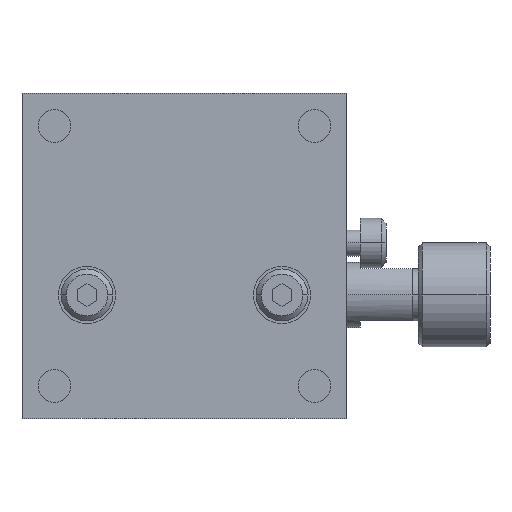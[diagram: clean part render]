
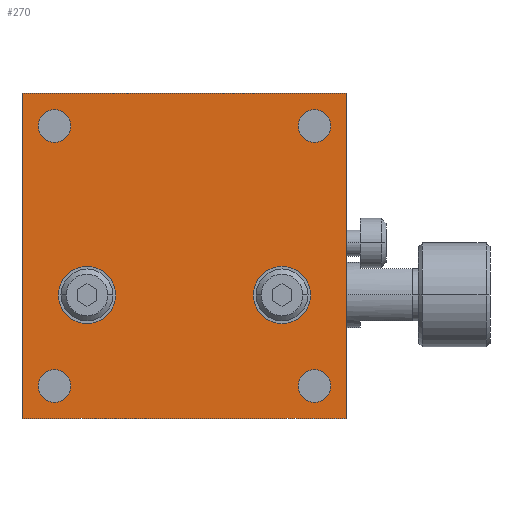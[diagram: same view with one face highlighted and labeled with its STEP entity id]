
A CAD part, front view. The second image highlights one B-rep face of the part: STEP entity #270.
In plain terms, the highlighted planar face has unit normal (0, -1, 0).
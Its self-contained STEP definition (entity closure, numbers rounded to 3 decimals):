
#270 = ADVANCED_FACE( '', ( #620, #621, #622, #623, #624, #625, #626 ), #627, .F. );
#620 = FACE_BOUND( '', #1127, .T. );
#621 = FACE_BOUND( '', #1128, .T. );
#622 = FACE_BOUND( '', #1129, .T. );
#623 = FACE_BOUND( '', #1130, .T. );
#624 = FACE_BOUND( '', #1131, .T. );
#625 = FACE_BOUND( '', #1132, .T. );
#626 = FACE_OUTER_BOUND( '', #1133, .T. );
#627 = PLANE( '', #1134 );
#1127 = EDGE_LOOP( '', ( #2194, #2195 ) );
#1128 = EDGE_LOOP( '', ( #2196, #2197 ) );
#1129 = EDGE_LOOP( '', ( #2198, #2199 ) );
#1130 = EDGE_LOOP( '', ( #2200, #2201 ) );
#1131 = EDGE_LOOP( '', ( #2202, #2203 ) );
#1132 = EDGE_LOOP( '', ( #2204, #2205 ) );
#1133 = EDGE_LOOP( '', ( #2206, #2207, #2208, #2209 ) );
#1134 = AXIS2_PLACEMENT_3D( '', #2210, #2211, #2212 );
#2194 = ORIENTED_EDGE( '', *, *, #3336, .T. );
#2195 = ORIENTED_EDGE( '', *, *, #3286, .T. );
#2196 = ORIENTED_EDGE( '', *, *, #3341, .T. );
#2197 = ORIENTED_EDGE( '', *, *, #3275, .T. );
#2198 = ORIENTED_EDGE( '', *, *, #3255, .T. );
#2199 = ORIENTED_EDGE( '', *, *, #3451, .T. );
#2200 = ORIENTED_EDGE( '', *, *, #3247, .T. );
#2201 = ORIENTED_EDGE( '', *, *, #3454, .T. );
#2202 = ORIENTED_EDGE( '', *, *, #3239, .T. );
#2203 = ORIENTED_EDGE( '', *, *, #3457, .T. );
#2204 = ORIENTED_EDGE( '', *, *, #3231, .T. );
#2205 = ORIENTED_EDGE( '', *, *, #3460, .T. );
#2206 = ORIENTED_EDGE( '', *, *, #3470, .F. );
#2207 = ORIENTED_EDGE( '', *, *, #3464, .F. );
#2208 = ORIENTED_EDGE( '', *, *, #3467, .F. );
#2209 = ORIENTED_EDGE( '', *, *, #3469, .F. );
#2210 = CARTESIAN_POINT( '', ( 0., 0., 0. ) );
#2211 = DIRECTION( '', ( 0., 1., 0. ) );
#2212 = DIRECTION( '', ( 0., 0., 1. ) );
#3231 = EDGE_CURVE( '', #3786, #3790, #3792, .T. );
#3239 = EDGE_CURVE( '', #3802, #3806, #3808, .T. );
#3247 = EDGE_CURVE( '', #3818, #3822, #3824, .T. );
#3255 = EDGE_CURVE( '', #3834, #3838, #3840, .T. );
#3275 = EDGE_CURVE( '', #3878, #3875, #3879, .T. );
#3286 = EDGE_CURVE( '', #3899, #3896, #3900, .T. );
#3336 = EDGE_CURVE( '', #3896, #3899, #3981, .T. );
#3341 = EDGE_CURVE( '', #3875, #3878, #3986, .T. );
#3451 = EDGE_CURVE( '', #3838, #3834, #4162, .T. );
#3454 = EDGE_CURVE( '', #3822, #3818, #4165, .T. );
#3457 = EDGE_CURVE( '', #3806, #3802, #4168, .T. );
#3460 = EDGE_CURVE( '', #3790, #3786, #4171, .T. );
#3464 = EDGE_CURVE( '', #4174, #4176, #4177, .T. );
#3467 = EDGE_CURVE( '', #4179, #4174, #4181, .T. );
#3469 = EDGE_CURVE( '', #4182, #4179, #4184, .T. );
#3470 = EDGE_CURVE( '', #4176, #4182, #4185, .T. );
#3786 = VERTEX_POINT( '', #4698 );
#3790 = VERTEX_POINT( '', #4703 );
#3792 = CIRCLE( '', #4706, 1.25 );
#3802 = VERTEX_POINT( '', #4718 );
#3806 = VERTEX_POINT( '', #4723 );
#3808 = CIRCLE( '', #4726, 1.25 );
#3818 = VERTEX_POINT( '', #4738 );
#3822 = VERTEX_POINT( '', #4743 );
#3824 = CIRCLE( '', #4746, 1.25 );
#3834 = VERTEX_POINT( '', #4758 );
#3838 = VERTEX_POINT( '', #4763 );
#3840 = CIRCLE( '', #4766, 1.25 );
#3875 = VERTEX_POINT( '', #4811 );
#3878 = VERTEX_POINT( '', #4815 );
#3879 = CIRCLE( '', #4816, 2.2 );
#3896 = VERTEX_POINT( '', #4838 );
#3899 = VERTEX_POINT( '', #4842 );
#3900 = CIRCLE( '', #4843, 2.2 );
#3981 = CIRCLE( '', #4965, 2.2 );
#3986 = CIRCLE( '', #4970, 2.2 );
#4162 = CIRCLE( '', #5243, 1.25 );
#4165 = CIRCLE( '', #5246, 1.25 );
#4168 = CIRCLE( '', #5249, 1.25 );
#4171 = CIRCLE( '', #5252, 1.25 );
#4174 = VERTEX_POINT( '', #5255 );
#4176 = VERTEX_POINT( '', #5258 );
#4177 = LINE( '', #5259, #5260 );
#4179 = VERTEX_POINT( '', #5263 );
#4181 = LINE( '', #5266, #5267 );
#4182 = VERTEX_POINT( '', #5268 );
#4184 = LINE( '', #5271, #5272 );
#4185 = LINE( '', #5273, #5274 );
#4698 = CARTESIAN_POINT( '', ( 10., 0., 8.75 ) );
#4703 = CARTESIAN_POINT( '', ( 10., 0., 11.25 ) );
#4706 = AXIS2_PLACEMENT_3D( '', #5994, #5995, #5996 );
#4718 = CARTESIAN_POINT( '', ( -10., 0., 8.75 ) );
#4723 = CARTESIAN_POINT( '', ( -10., 0., 11.25 ) );
#4726 = AXIS2_PLACEMENT_3D( '', #6010, #6011, #6012 );
#4738 = CARTESIAN_POINT( '', ( -10., 0., -11.25 ) );
#4743 = CARTESIAN_POINT( '', ( -10., 0., -8.75 ) );
#4746 = AXIS2_PLACEMENT_3D( '', #6026, #6027, #6028 );
#4758 = CARTESIAN_POINT( '', ( 10., 0., -11.25 ) );
#4763 = CARTESIAN_POINT( '', ( 10., 0., -8.75 ) );
#4766 = AXIS2_PLACEMENT_3D( '', #6042, #6043, #6044 );
#4811 = CARTESIAN_POINT( '', ( 5.3, 0., -3. ) );
#4815 = CARTESIAN_POINT( '', ( 9.7, 0., -3. ) );
#4816 = AXIS2_PLACEMENT_3D( '', #6080, #6081, #6082 );
#4838 = CARTESIAN_POINT( '', ( -9.7, 0., -3. ) );
#4842 = CARTESIAN_POINT( '', ( -5.3, 0., -3. ) );
#4843 = AXIS2_PLACEMENT_3D( '', #6101, #6102, #6103 );
#4965 = AXIS2_PLACEMENT_3D( '', #6169, #6170, #6171 );
#4970 = AXIS2_PLACEMENT_3D( '', #6184, #6185, #6186 );
#5243 = AXIS2_PLACEMENT_3D( '', #6320, #6321, #6322 );
#5246 = AXIS2_PLACEMENT_3D( '', #6329, #6330, #6331 );
#5249 = AXIS2_PLACEMENT_3D( '', #6338, #6339, #6340 );
#5252 = AXIS2_PLACEMENT_3D( '', #6347, #6348, #6349 );
#5255 = CARTESIAN_POINT( '', ( 12.5, 0., -12.5 ) );
#5258 = CARTESIAN_POINT( '', ( -12.5, 0., -12.5 ) );
#5259 = CARTESIAN_POINT( '', ( 12.5, 0., -12.5 ) );
#5260 = VECTOR( '', #6357, 1. );
#5263 = CARTESIAN_POINT( '', ( 12.5, 0., 12.5 ) );
#5266 = CARTESIAN_POINT( '', ( 12.5, 0., 12.5 ) );
#5267 = VECTOR( '', #6360, 1. );
#5268 = CARTESIAN_POINT( '', ( -12.5, 0., 12.5 ) );
#5271 = CARTESIAN_POINT( '', ( -12.5, 0., 12.5 ) );
#5272 = VECTOR( '', #6362, 1. );
#5273 = CARTESIAN_POINT( '', ( -12.5, 0., -12.5 ) );
#5274 = VECTOR( '', #6363, 1. );
#5994 = CARTESIAN_POINT( '', ( 10., 0., 10. ) );
#5995 = DIRECTION( '', ( 0., 1., 0. ) );
#5996 = DIRECTION( '', ( 0., 0., -1. ) );
#6010 = CARTESIAN_POINT( '', ( -10., 0., 10. ) );
#6011 = DIRECTION( '', ( 0., 1., 0. ) );
#6012 = DIRECTION( '', ( 0., 0., -1. ) );
#6026 = CARTESIAN_POINT( '', ( -10., 0., -10. ) );
#6027 = DIRECTION( '', ( 0., 1., 0. ) );
#6028 = DIRECTION( '', ( 0., 0., -1. ) );
#6042 = CARTESIAN_POINT( '', ( 10., 0., -10. ) );
#6043 = DIRECTION( '', ( 0., 1., 0. ) );
#6044 = DIRECTION( '', ( 0., 0., -1. ) );
#6080 = CARTESIAN_POINT( '', ( 7.5, 0., -3. ) );
#6081 = DIRECTION( '', ( 0., 1., 0. ) );
#6082 = DIRECTION( '', ( -1., 0., 0. ) );
#6101 = CARTESIAN_POINT( '', ( -7.5, 0., -3. ) );
#6102 = DIRECTION( '', ( 0., 1., 0. ) );
#6103 = DIRECTION( '', ( -1., 0., 0. ) );
#6169 = CARTESIAN_POINT( '', ( -7.5, 0., -3. ) );
#6170 = DIRECTION( '', ( 0., 1., 0. ) );
#6171 = DIRECTION( '', ( -1., 0., 0. ) );
#6184 = CARTESIAN_POINT( '', ( 7.5, 0., -3. ) );
#6185 = DIRECTION( '', ( 0., 1., 0. ) );
#6186 = DIRECTION( '', ( -1., 0., 0. ) );
#6320 = CARTESIAN_POINT( '', ( 10., 0., -10. ) );
#6321 = DIRECTION( '', ( 0., 1., 0. ) );
#6322 = DIRECTION( '', ( 0., 0., -1. ) );
#6329 = CARTESIAN_POINT( '', ( -10., 0., -10. ) );
#6330 = DIRECTION( '', ( 0., 1., 0. ) );
#6331 = DIRECTION( '', ( 0., 0., -1. ) );
#6338 = CARTESIAN_POINT( '', ( -10., 0., 10. ) );
#6339 = DIRECTION( '', ( 0., 1., 0. ) );
#6340 = DIRECTION( '', ( 0., 0., -1. ) );
#6347 = CARTESIAN_POINT( '', ( 10., 0., 10. ) );
#6348 = DIRECTION( '', ( 0., 1., 0. ) );
#6349 = DIRECTION( '', ( 0., 0., -1. ) );
#6357 = DIRECTION( '', ( -1., 0., 0. ) );
#6360 = DIRECTION( '', ( 0., 0., -1. ) );
#6362 = DIRECTION( '', ( 1., 0., 0. ) );
#6363 = DIRECTION( '', ( 0., 0., 1. ) );
